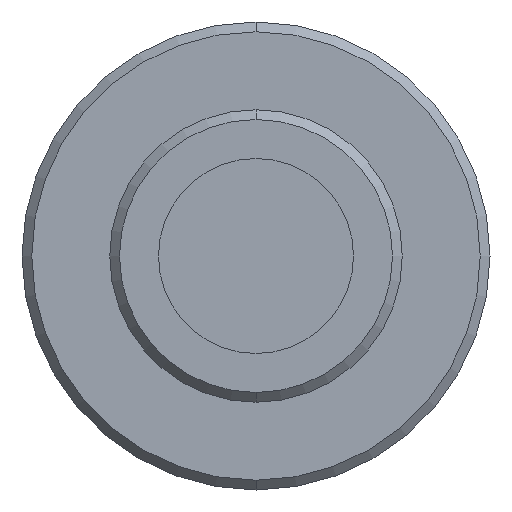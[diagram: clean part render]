
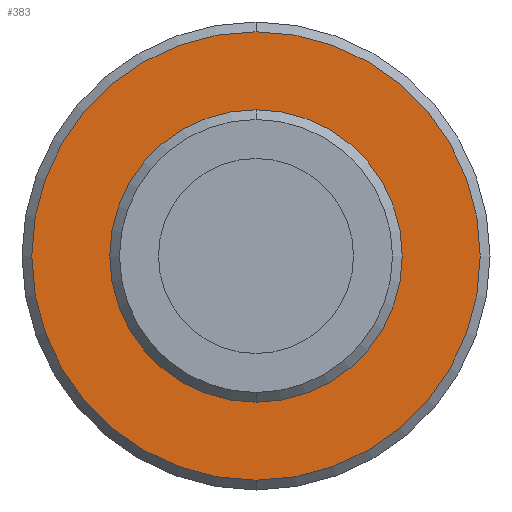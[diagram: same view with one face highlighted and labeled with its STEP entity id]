
A CAD part, front view. The second image highlights one B-rep face of the part: STEP entity #383.
In plain terms, the highlighted planar face has unit normal (0, -1, 0).
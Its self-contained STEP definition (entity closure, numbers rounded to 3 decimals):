
#20 = FACE_OUTER_BOUND ( 'NONE', #454, .T. ) ;
#33 = AXIS2_PLACEMENT_3D ( 'NONE', #169, #140, #139 ) ;
#46 = AXIS2_PLACEMENT_3D ( 'NONE', #122, #121, #120 ) ;
#47 = FACE_BOUND ( 'NONE', #455, .T. ) ;
#48 = DIRECTION ( 'NONE',  ( 0., -1., 0. ) ) ;
#78 = DIRECTION ( 'NONE',  ( 0., 0., -1. ) ) ;
#83 = CARTESIAN_POINT ( 'NONE',  ( 0., 0., 0. ) ) ;
#89 = CARTESIAN_POINT ( 'NONE',  ( 0., 0., 11.5 ) ) ;
#120 = DIRECTION ( 'NONE',  ( 0., 0., -1. ) ) ;
#121 = DIRECTION ( 'NONE',  ( 0., -1., 0. ) ) ;
#122 = CARTESIAN_POINT ( 'NONE',  ( 11.5, 0., 0. ) ) ;
#125 = PLANE ( 'NONE',  #46 ) ;
#139 = DIRECTION ( 'NONE',  ( 0., 0., -1. ) ) ;
#140 = DIRECTION ( 'NONE',  ( 0., -1., 0. ) ) ;
#169 = CARTESIAN_POINT ( 'NONE',  ( 0., 0., 0. ) ) ;
#174 = CARTESIAN_POINT ( 'NONE',  ( 0., 0., -7.5 ) ) ;
#175 = CARTESIAN_POINT ( 'NONE',  ( 0., 0., 7.5 ) ) ;
#176 = CARTESIAN_POINT ( 'NONE',  ( 0., 0., -11.5 ) ) ;
#213 = AXIS2_PLACEMENT_3D ( 'NONE', #83, #48, #78 ) ;
#220 = AXIS2_PLACEMENT_3D ( 'NONE', #492, #491, #490 ) ;
#230 = AXIS2_PLACEMENT_3D ( 'NONE', #528, #527, #522 ) ;
#264 = ORIENTED_EDGE ( 'NONE', *, *, #358, .T. ) ;
#279 = ORIENTED_EDGE ( 'NONE', *, *, #377, .F. ) ;
#290 = ORIENTED_EDGE ( 'NONE', *, *, #347, .T. ) ;
#318 = ORIENTED_EDGE ( 'NONE', *, *, #336, .F. ) ;
#336 = EDGE_CURVE ( 'NONE', #438, #439, #406, .T. ) ;
#347 = EDGE_CURVE ( 'NONE', #435, #441, #405, .T. ) ;
#358 = EDGE_CURVE ( 'NONE', #441, #435, #359, .T. ) ;
#359 = CIRCLE ( 'NONE', #213, 11.5 ) ;
#377 = EDGE_CURVE ( 'NONE', #439, #438, #395, .T. ) ;
#383 = ADVANCED_FACE ( 'NONE', ( #20, #47 ), #125, .T. ) ;
#395 = CIRCLE ( 'NONE', #33, 7.5 ) ;
#405 = CIRCLE ( 'NONE', #220, 11.5 ) ;
#406 = CIRCLE ( 'NONE', #230, 7.5 ) ;
#435 = VERTEX_POINT ( 'NONE', #89 ) ;
#438 = VERTEX_POINT ( 'NONE', #174 ) ;
#439 = VERTEX_POINT ( 'NONE', #175 ) ;
#441 = VERTEX_POINT ( 'NONE', #176 ) ;
#454 = EDGE_LOOP ( 'NONE', ( #290, #264 ) ) ;
#455 = EDGE_LOOP ( 'NONE', ( #318, #279 ) ) ;
#490 = DIRECTION ( 'NONE',  ( 0., 0., -1. ) ) ;
#491 = DIRECTION ( 'NONE',  ( 0., -1., 0. ) ) ;
#492 = CARTESIAN_POINT ( 'NONE',  ( 0., 0., 0. ) ) ;
#522 = DIRECTION ( 'NONE',  ( 0., 0., -1. ) ) ;
#527 = DIRECTION ( 'NONE',  ( 0., -1., 0. ) ) ;
#528 = CARTESIAN_POINT ( 'NONE',  ( 0., 0., 0. ) ) ;
